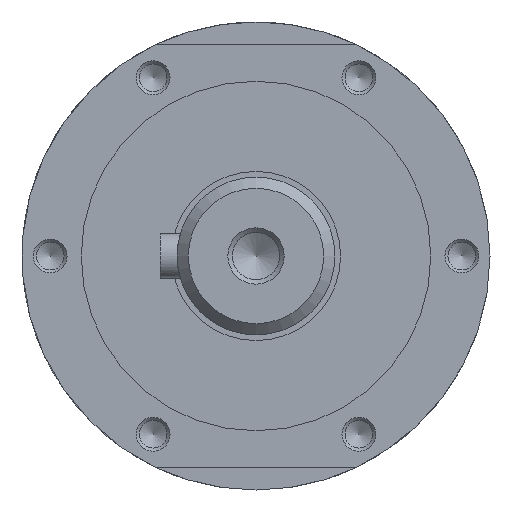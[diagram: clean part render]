
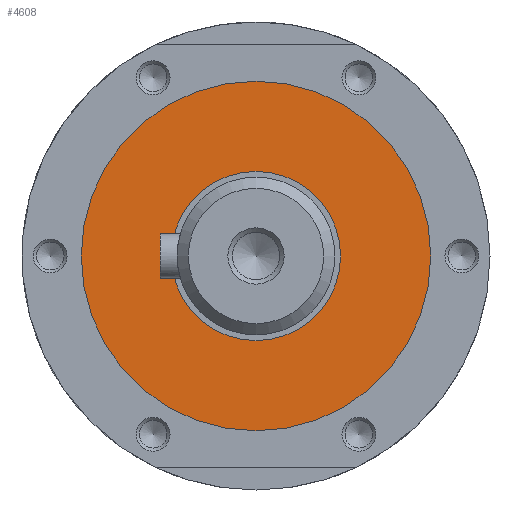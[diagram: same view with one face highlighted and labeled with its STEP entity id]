
A CAD part, left-side view. The second image highlights one B-rep face of the part: STEP entity #4608.
In plain terms, the highlighted planar face has unit normal (-1, 0, 0).
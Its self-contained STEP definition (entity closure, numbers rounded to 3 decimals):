
#153=FACE_BOUND('',#602,.T.);
#191=PLANE('',#4938);
#336=FACE_OUTER_BOUND('',#601,.T.);
#601=EDGE_LOOP('',(#3032));
#602=EDGE_LOOP('',(#3033));
#1581=CIRCLE('',#4939,31.);
#1582=CIRCLE('',#4940,15.);
#1853=VERTEX_POINT('',#6903);
#1854=VERTEX_POINT('',#6905);
#2319=EDGE_CURVE('',#1853,#1853,#1581,.T.);
#2320=EDGE_CURVE('',#1854,#1854,#1582,.T.);
#3032=ORIENTED_EDGE('',*,*,#2319,.F.);
#3033=ORIENTED_EDGE('',*,*,#2320,.F.);
#4608=ADVANCED_FACE('',(#336,#153),#191,.T.);
#4938=AXIS2_PLACEMENT_3D('',#6902,#5532,#5533);
#4939=AXIS2_PLACEMENT_3D('',#6904,#5534,#5535);
#4940=AXIS2_PLACEMENT_3D('',#6906,#5536,#5537);
#5532=DIRECTION('center_axis',(-1.,0.,0.));
#5533=DIRECTION('ref_axis',(0.,0.,1.));
#5534=DIRECTION('center_axis',(1.,0.,0.));
#5535=DIRECTION('ref_axis',(0.,1.,0.));
#5536=DIRECTION('center_axis',(-1.,0.,0.));
#5537=DIRECTION('ref_axis',(0.,0.,-1.));
#6902=CARTESIAN_POINT('Origin',(-244.041,33.165,0.));
#6903=CARTESIAN_POINT('',(-244.041,-31.,0.));
#6904=CARTESIAN_POINT('Origin',(-244.041,0.,
0.));
#6905=CARTESIAN_POINT('',(-244.041,0.,15.));
#6906=CARTESIAN_POINT('Origin',(-244.041,0.,
0.));
